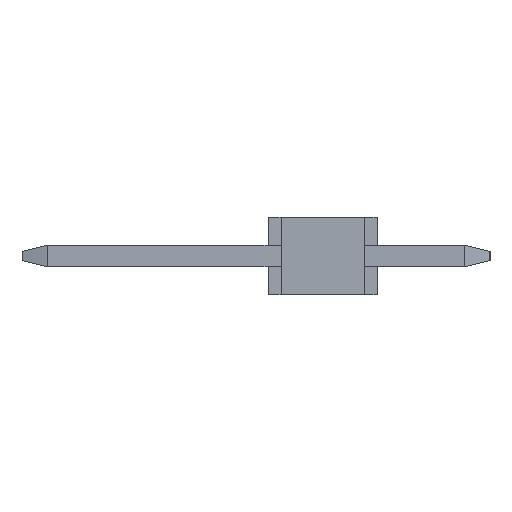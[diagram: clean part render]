
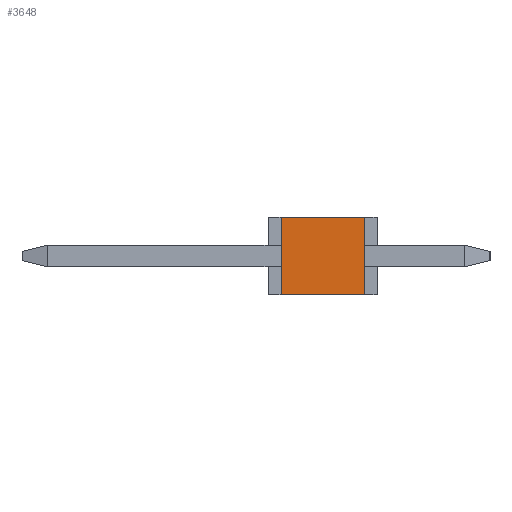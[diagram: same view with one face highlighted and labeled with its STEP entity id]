
A CAD part, left-side view. The second image highlights one B-rep face of the part: STEP entity #3648.
In plain terms, the highlighted planar face has unit normal (-1, 0, 0).
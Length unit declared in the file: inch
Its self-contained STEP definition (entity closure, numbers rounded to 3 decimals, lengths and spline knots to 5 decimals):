
#1=DIRECTION('',(0.,0.,-1.));
#2=VECTOR('',#1,0.093);
#3=CARTESIAN_POINT('',(-0.545,0.05,0.0465));
#4=LINE('',#3,#2);
#5=DIRECTION('',(0.,-1.,0.));
#6=VECTOR('',#5,0.1);
#7=CARTESIAN_POINT('',(-0.545,0.05,0.0465));
#8=LINE('',#7,#6);
#9=DIRECTION('',(0.,0.,-1.));
#10=VECTOR('',#9,0.093);
#11=CARTESIAN_POINT('',(-0.545,-0.05,0.0465));
#12=LINE('',#11,#10);
#13=DIRECTION('',(0.,1.,0.));
#14=VECTOR('',#13,0.1);
#15=CARTESIAN_POINT('',(-0.545,-0.05,-0.0465));
#16=LINE('',#15,#14);
#2777=CARTESIAN_POINT('',(-0.545,0.05,0.0465));
#2778=CARTESIAN_POINT('',(-0.545,0.05,-0.0465));
#2779=VERTEX_POINT('',#2777);
#2780=VERTEX_POINT('',#2778);
#2781=CARTESIAN_POINT('',(-0.545,-0.05,0.0465));
#2782=CARTESIAN_POINT('',(-0.545,-0.05,-0.0465));
#2783=VERTEX_POINT('',#2781);
#2784=VERTEX_POINT('',#2782);
#3633=CARTESIAN_POINT('',(-0.545,0.,0.));
#3634=DIRECTION('',(1.,0.,0.));
#3635=DIRECTION('',(0.,0.,-1.));
#3636=AXIS2_PLACEMENT_3D('',#3633,#3634,#3635);
#3637=PLANE('',#3636);
#3639=ORIENTED_EDGE('',*,*,#3638,.F.);
#3641=ORIENTED_EDGE('',*,*,#3640,.T.);
#3643=ORIENTED_EDGE('',*,*,#3642,.T.);
#3645=ORIENTED_EDGE('',*,*,#3644,.T.);
#3646=EDGE_LOOP('',(#3639,#3641,#3643,#3645));
#3647=FACE_OUTER_BOUND('',#3646,.F.);
#3648=ADVANCED_FACE('',(#3647),#3637,.F.);
#3638=EDGE_CURVE('',#2779,#2780,#4,.T.);
#3640=EDGE_CURVE('',#2779,#2783,#8,.T.);
#3642=EDGE_CURVE('',#2783,#2784,#12,.T.);
#3644=EDGE_CURVE('',#2784,#2780,#16,.T.);
